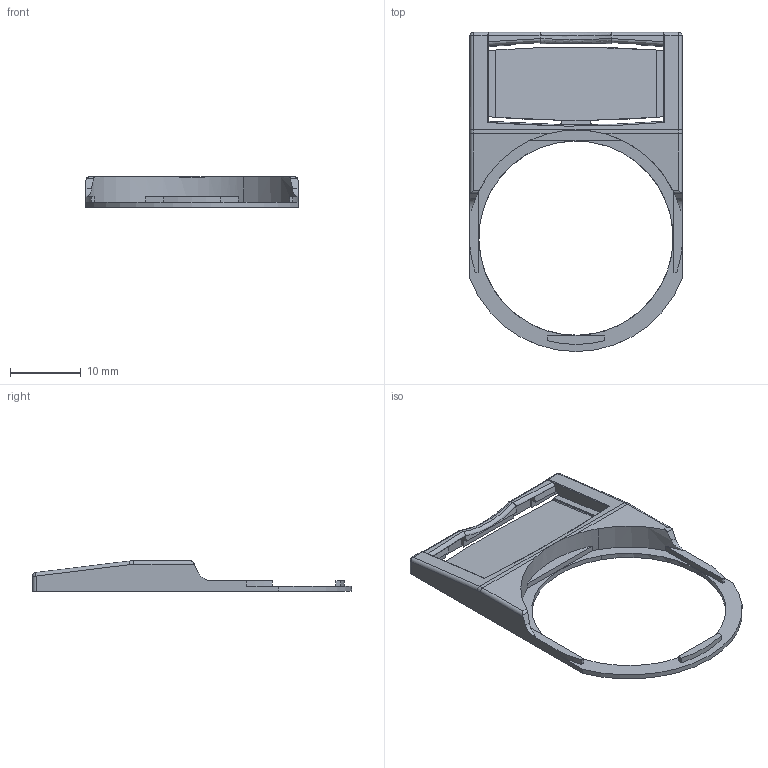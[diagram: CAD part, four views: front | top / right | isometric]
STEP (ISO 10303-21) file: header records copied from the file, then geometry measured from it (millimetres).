
FILE_DESCRIPTION(('CATIA V5 STEP Exchange'),'2;1');
FILE_NAME('069672000.stp','2009-02-12T13:07:01+00:00',('none'),('none'),'CATIA Version 5 Release 17 (IN-10)','CATIA V5 STEP AP214','none');
FILE_SCHEMA(('AUTOMOTIVE_DESIGN { 1 0 10303 214 1 1 1 1 }'));
Length unit declared in the file: millimetre
Products named in the file (1): 069672000
Bounding box: 29.9 x 45 x 4.3 mm (x, y, z)
Volume: 1090.8 mm3; surface area: 2210 mm2
Topology: 1 solids, 1 shells, 145 faces, 439 edges, 294 vertices
Faces by surface type: plane 77, cylinder 53, bspline 6, extrusion 4, torus 3, sphere 2
Entity records: 5307 total; most frequent: CARTESIAN_POINT 1652, ORIENTED_EDGE 874, DIRECTION 530, EDGE_CURVE 437, VERTEX_POINT 294, VECTOR 241, LINE 237, AXIS2_PLACEMENT_3D 189
